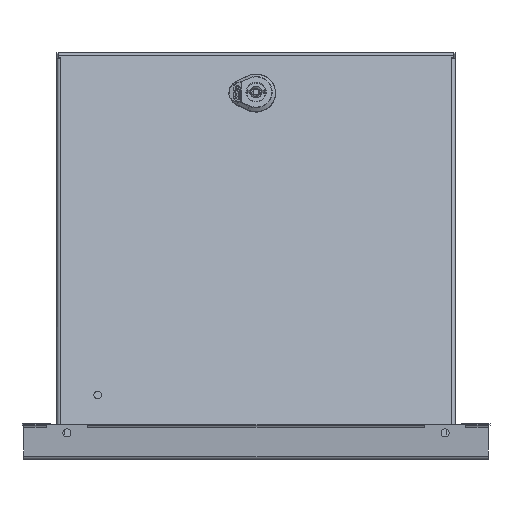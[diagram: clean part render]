
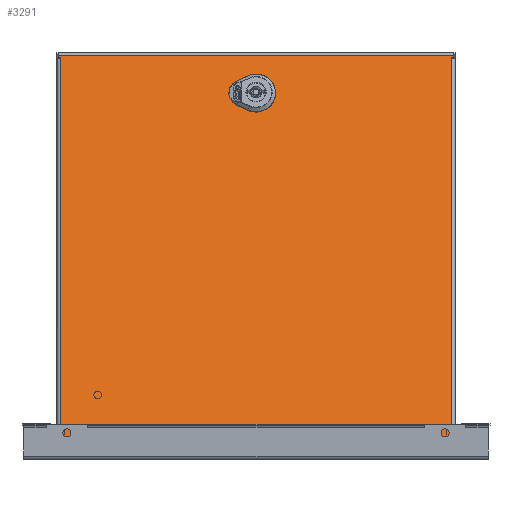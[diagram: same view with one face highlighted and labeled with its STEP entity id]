
A CAD part, left-side view. The second image highlights one B-rep face of the part: STEP entity #3291.
In plain terms, the highlighted face is planar.
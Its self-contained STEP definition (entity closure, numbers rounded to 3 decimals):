
#2442=FACE_BOUND('',#4880,.T.);
#2443=FACE_BOUND('',#4881,.T.);
#2714=PLANE('',#13864);
#3291=ADVANCED_FACE('F35',(#2442,#2443),#2714,.T.);
#4880=EDGE_LOOP('',(#7847,#7848,#7849,#7850,#7851,#7852,#7853,#7854,#7855,
#7856,#7857,#7858,#7859,#7860,#7861,#7862));
#4881=EDGE_LOOP('',(#7863,#7864,#7865,#7866,#7867,#7868,#7869,#7870));
#5354=CIRCLE('',#13769,11.25);
#5356=CIRCLE('',#13773,11.25);
#5358=CIRCLE('',#13777,11.25);
#5360=CIRCLE('',#13781,11.25);
#7847=ORIENTED_EDGE('',*,*,#11144,.F.);
#7848=ORIENTED_EDGE('',*,*,#11142,.T.);
#7849=ORIENTED_EDGE('',*,*,#11138,.T.);
#7850=ORIENTED_EDGE('',*,*,#11145,.T.);
#7851=ORIENTED_EDGE('',*,*,#11146,.T.);
#7852=ORIENTED_EDGE('',*,*,#11147,.F.);
#7853=ORIENTED_EDGE('',*,*,#11135,.T.);
#7854=ORIENTED_EDGE('',*,*,#11132,.T.);
#7855=ORIENTED_EDGE('',*,*,#11129,.T.);
#7856=ORIENTED_EDGE('',*,*,#11117,.T.);
#7857=ORIENTED_EDGE('',*,*,#11120,.F.);
#7858=ORIENTED_EDGE('',*,*,#11095,.T.);
#7859=ORIENTED_EDGE('',*,*,#11091,.T.);
#7860=ORIENTED_EDGE('',*,*,#11090,.F.);
#7861=ORIENTED_EDGE('',*,*,#11071,.T.);
#7862=ORIENTED_EDGE('',*,*,#11039,.T.);
#7863=ORIENTED_EDGE('',*,*,#10979,.T.);
#7864=ORIENTED_EDGE('',*,*,#10976,.T.);
#7865=ORIENTED_EDGE('',*,*,#10973,.T.);
#7866=ORIENTED_EDGE('',*,*,#10970,.T.);
#7867=ORIENTED_EDGE('',*,*,#10967,.T.);
#7868=ORIENTED_EDGE('',*,*,#10964,.T.);
#7869=ORIENTED_EDGE('',*,*,#10961,.T.);
#7870=ORIENTED_EDGE('',*,*,#10958,.T.);
#9514=VERTEX_POINT('',#24120);
#9516=VERTEX_POINT('',#24123);
#9518=VERTEX_POINT('',#24129);
#9520=VERTEX_POINT('',#24135);
#9522=VERTEX_POINT('',#24141);
#9524=VERTEX_POINT('',#24147);
#9526=VERTEX_POINT('',#24153);
#9528=VERTEX_POINT('',#24159);
#9572=VERTEX_POINT('',#24282);
#9574=VERTEX_POINT('',#24285);
#9596=VERTEX_POINT('',#24400);
#9605=VERTEX_POINT('',#24436);
#9606=VERTEX_POINT('',#24440);
#9609=VERTEX_POINT('',#24448);
#9624=VERTEX_POINT('',#24550);
#9625=VERTEX_POINT('',#24551);
#9630=VERTEX_POINT('',#24579);
#9632=VERTEX_POINT('',#24585);
#9633=VERTEX_POINT('',#24590);
#9635=VERTEX_POINT('',#24595);
#9636=VERTEX_POINT('',#24597);
#9639=VERTEX_POINT('',#24605);
#9640=VERTEX_POINT('',#24610);
#9641=VERTEX_POINT('',#24612);
#10958=EDGE_CURVE('E148',#9516,#9514,#12140,.T.);
#10961=EDGE_CURVE('E147',#9518,#9516,#5354,.T.);
#10964=EDGE_CURVE('E146',#9520,#9518,#12144,.T.);
#10967=EDGE_CURVE('E145',#9522,#9520,#5356,.T.);
#10970=EDGE_CURVE('E144',#9524,#9522,#12148,.T.);
#10973=EDGE_CURVE('E143',#9526,#9524,#5358,.T.);
#10976=EDGE_CURVE('E142',#9528,#9526,#12152,.T.);
#10979=EDGE_CURVE('E141',#9514,#9528,#5360,.T.);
#11039=EDGE_CURVE('E140',#9572,#9574,#12201,.T.);
#11071=EDGE_CURVE('E139',#9596,#9572,#12216,.T.);
#11090=EDGE_CURVE('E96',#9596,#9605,#12230,.T.);
#11091=EDGE_CURVE('E138',#9606,#9605,#12231,.T.);
#11095=EDGE_CURVE('E137',#9609,#9606,#12235,.T.);
#11117=EDGE_CURVE('E136',#9624,#9625,#12244,.T.);
#11120=EDGE_CURVE('E88',#9609,#9625,#12246,.T.);
#11129=EDGE_CURVE('E135',#9630,#9624,#12251,.T.);
#11132=EDGE_CURVE('E134',#9632,#9630,#12254,.T.);
#11135=EDGE_CURVE('E133',#9633,#9632,#12257,.T.);
#11138=EDGE_CURVE('E130',#9636,#9635,#12259,.T.);
#11142=EDGE_CURVE('E129',#9639,#9636,#12263,.T.);
#11144=EDGE_CURVE('E83',#9639,#9574,#12264,.T.);
#11145=EDGE_CURVE('E131',#9635,#9640,#12265,.T.);
#11146=EDGE_CURVE('E132',#9640,#9641,#12266,.T.);
#11147=EDGE_CURVE('E100',#9633,#9641,#12267,.T.);
#12140=LINE('',#24122,#12882);
#12144=LINE('',#24134,#12886);
#12148=LINE('',#24146,#12890);
#12152=LINE('',#24158,#12894);
#12201=LINE('',#24286,#12943);
#12216=LINE('',#24399,#12958);
#12230=LINE('',#24437,#12972);
#12231=LINE('',#24439,#12973);
#12235=LINE('',#24447,#12977);
#12244=LINE('',#24549,#12986);
#12246=LINE('',#24556,#12988);
#12251=LINE('',#24578,#12993);
#12254=LINE('',#24584,#12996);
#12257=LINE('',#24589,#12999);
#12259=LINE('',#24596,#13001);
#12263=LINE('',#24604,#13005);
#12264=LINE('',#24608,#13006);
#12265=LINE('',#24609,#13007);
#12266=LINE('',#24611,#13008);
#12267=LINE('',#24613,#13009);
#12882=VECTOR('',#15996,1.);
#12886=VECTOR('',#16008,1.);
#12890=VECTOR('',#16020,1.);
#12894=VECTOR('',#16032,1.);
#12943=VECTOR('',#16145,1.);
#12958=VECTOR('',#16186,1.);
#12972=VECTOR('',#16228,1.);
#12973=VECTOR('',#16231,1.);
#12977=VECTOR('',#16237,1.);
#12986=VECTOR('',#16264,1.);
#12988=VECTOR('',#16270,1.);
#12993=VECTOR('',#16285,1.);
#12996=VECTOR('',#16290,1.);
#12999=VECTOR('',#16295,1.);
#13001=VECTOR('',#16301,1.);
#13005=VECTOR('',#16307,1.);
#13006=VECTOR('',#16312,1.);
#13007=VECTOR('',#16313,1.);
#13008=VECTOR('',#16314,1.);
#13009=VECTOR('',#16315,1.);
#13769=AXIS2_PLACEMENT_3D('',#24128,#16001,#16002);
#13773=AXIS2_PLACEMENT_3D('',#24140,#16013,#16014);
#13777=AXIS2_PLACEMENT_3D('',#24152,#16025,#16026);
#13781=AXIS2_PLACEMENT_3D('',#24164,#16037,#16038);
#13864=AXIS2_PLACEMENT_3D('',#24614,#16316,#16317);
#15996=DIRECTION('',(-1.,0.,0.));
#16001=DIRECTION('',(0.,0.,-1.));
#16002=DIRECTION('',(-1.,0.,0.));
#16008=DIRECTION('',(0.,-1.,0.));
#16013=DIRECTION('',(0.,0.,-1.));
#16014=DIRECTION('',(-1.,0.,0.));
#16020=DIRECTION('',(1.,0.,0.));
#16025=DIRECTION('',(0.,0.,-1.));
#16026=DIRECTION('',(-1.,0.,0.));
#16032=DIRECTION('',(0.,1.,0.));
#16037=DIRECTION('',(0.,0.,-1.));
#16038=DIRECTION('',(-1.,0.,0.));
#16145=DIRECTION('',(1.,0.,0.));
#16186=DIRECTION('',(0.,-1.,0.));
#16228=DIRECTION('',(1.,0.,0.));
#16231=DIRECTION('',(0.,1.,0.));
#16237=DIRECTION('',(1.,0.,0.));
#16264=DIRECTION('',(-1.,0.,0.));
#16270=DIRECTION('',(0.,-1.,0.));
#16285=DIRECTION('',(0.,1.,0.));
#16290=DIRECTION('',(1.,0.,0.));
#16295=DIRECTION('',(0.,-1.,0.));
#16301=DIRECTION('',(0.,-1.,0.));
#16307=DIRECTION('',(-1.,0.,0.));
#16312=DIRECTION('',(0.,1.,0.));
#16313=DIRECTION('',(1.,0.,0.));
#16314=DIRECTION('',(0.,1.,0.));
#16315=DIRECTION('',(-1.,0.,0.));
#16316=DIRECTION('',(0.,0.,1.));
#16317=DIRECTION('',(-1.,0.,0.));
#24120=CARTESIAN_POINT('',(657.72,-1129.528,-23.749));
#24122=CARTESIAN_POINT('',(662.725,-1129.528,-23.749));
#24123=CARTESIAN_POINT('',(667.731,-1129.528,-23.749));
#24128=CARTESIAN_POINT('',(662.725,-1119.453,-23.749));
#24129=CARTESIAN_POINT('',(672.875,-1124.305,-23.749));
#24134=CARTESIAN_POINT('',(672.875,-1119.453,-23.749));
#24135=CARTESIAN_POINT('',(672.875,-1114.601,-23.749));
#24140=CARTESIAN_POINT('',(662.725,-1119.453,-23.749));
#24141=CARTESIAN_POINT('',(667.731,-1109.378,-23.749));
#24146=CARTESIAN_POINT('',(662.725,-1109.378,-23.749));
#24147=CARTESIAN_POINT('',(657.72,-1109.378,-23.749));
#24152=CARTESIAN_POINT('',(662.725,-1119.453,-23.749));
#24153=CARTESIAN_POINT('',(652.525,-1114.707,-23.749));
#24158=CARTESIAN_POINT('',(652.525,-1119.453,-23.749));
#24159=CARTESIAN_POINT('',(652.525,-1124.199,-23.749));
#24164=CARTESIAN_POINT('',(662.725,-1119.453,-23.749));
#24282=CARTESIAN_POINT('',(495.425,-1088.453,-23.749));
#24285=CARTESIAN_POINT('',(497.025,-1088.453,-23.749));
#24286=CARTESIAN_POINT('',(496.225,-1088.453,-23.749));
#24399=CARTESIAN_POINT('',(495.425,-1087.353,-23.749));
#24400=CARTESIAN_POINT('',(495.425,-1086.253,-23.749));
#24436=CARTESIAN_POINT('',(830.025,-1086.253,-23.749));
#24437=CARTESIAN_POINT('',(662.725,-1086.253,-23.749));
#24439=CARTESIAN_POINT('',(830.025,-1087.353,-23.749));
#24440=CARTESIAN_POINT('',(830.025,-1088.453,-23.749));
#24447=CARTESIAN_POINT('',(829.225,-1088.453,-23.749));
#24448=CARTESIAN_POINT('',(828.425,-1088.453,-23.749));
#24549=CARTESIAN_POINT('',(829.225,-1422.453,-23.749));
#24550=CARTESIAN_POINT('',(830.025,-1422.453,-23.749));
#24551=CARTESIAN_POINT('',(828.425,-1422.453,-23.749));
#24556=CARTESIAN_POINT('',(828.425,-1255.453,-23.749));
#24578=CARTESIAN_POINT('',(830.025,-1424.853,-23.749));
#24579=CARTESIAN_POINT('',(830.025,-1427.253,-23.749));
#24584=CARTESIAN_POINT('',(829.925,-1427.253,-23.749));
#24585=CARTESIAN_POINT('',(829.825,-1427.253,-23.749));
#24589=CARTESIAN_POINT('',(829.825,-1426.453,-23.749));
#24590=CARTESIAN_POINT('',(829.825,-1425.653,-23.749));
#24595=CARTESIAN_POINT('',(495.425,-1427.253,-23.749));
#24596=CARTESIAN_POINT('',(495.425,-1424.853,-23.749));
#24597=CARTESIAN_POINT('',(495.425,-1422.453,-23.749));
#24604=CARTESIAN_POINT('',(496.225,-1422.453,-23.749));
#24605=CARTESIAN_POINT('',(497.025,-1422.453,-23.749));
#24608=CARTESIAN_POINT('',(497.025,-1255.453,-23.749));
#24609=CARTESIAN_POINT('',(495.525,-1427.253,-23.749));
#24610=CARTESIAN_POINT('',(495.625,-1427.253,-23.749));
#24611=CARTESIAN_POINT('',(495.625,-1426.453,-23.749));
#24612=CARTESIAN_POINT('',(495.625,-1425.653,-23.749));
#24613=CARTESIAN_POINT('',(662.725,-1425.653,-23.749));
#24614=CARTESIAN_POINT('',(830.025,-1086.253,-23.749));
